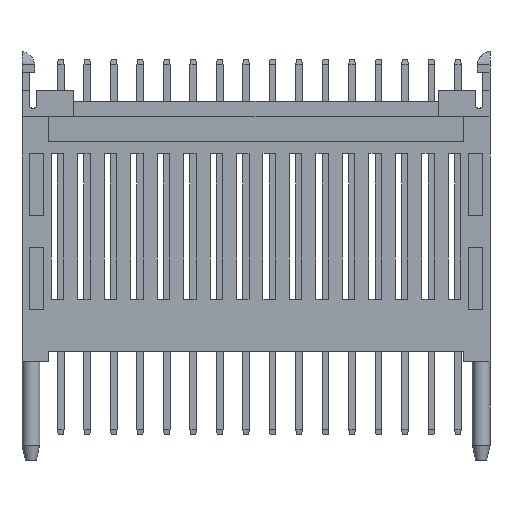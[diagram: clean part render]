
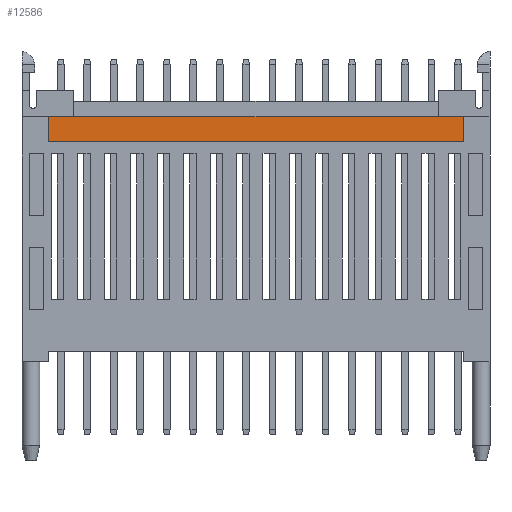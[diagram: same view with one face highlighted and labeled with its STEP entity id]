
A CAD part, front view. The second image highlights one B-rep face of the part: STEP entity #12586.
In plain terms, the highlighted planar face has unit normal (0, -1, 0).
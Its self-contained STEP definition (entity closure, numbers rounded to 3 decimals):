
#9961=CARTESIAN_POINT('',(-19.95,-0.7,26.5));
#9962=VERTEX_POINT('',#9961);
#9972=CARTESIAN_POINT('',(19.95,-0.7,26.5));
#9973=VERTEX_POINT('',#9972);
#9974=CARTESIAN_POINT('',(-19.95,-0.7,26.5));
#9975=CARTESIAN_POINT('',(-11.97,-0.7,26.5));
#9976=CARTESIAN_POINT('',(-3.99,-0.7,26.5));
#9977=CARTESIAN_POINT('',(3.99,-0.7,26.5));
#9978=CARTESIAN_POINT('',(11.97,-0.7,26.5));
#9979=CARTESIAN_POINT('',(19.95,-0.7,26.5));
#9980=B_SPLINE_CURVE_WITH_KNOTS('',5,(#9974,#9975,#9976,#9977,#9978,#9979),.UNSPECIFIED.,.F.,.U.,(6,6),(0.,39.9),.UNSPECIFIED.);
#9981=EDGE_CURVE('',#9962,#9973,#9980,.T.);
#12474=CARTESIAN_POINT('',(19.95,-0.7,24.1));
#12475=VERTEX_POINT('',#12474);
#12485=CARTESIAN_POINT('',(-19.95,-0.7,24.1));
#12486=VERTEX_POINT('',#12485);
#12487=CARTESIAN_POINT('',(19.95,-0.7,24.1));
#12488=CARTESIAN_POINT('',(11.97,-0.7,24.1));
#12489=CARTESIAN_POINT('',(3.99,-0.7,24.1));
#12490=CARTESIAN_POINT('',(-3.99,-0.7,24.1));
#12491=CARTESIAN_POINT('',(-11.97,-0.7,24.1));
#12492=CARTESIAN_POINT('',(-19.95,-0.7,24.1));
#12493=B_SPLINE_CURVE_WITH_KNOTS('',5,(#12487,#12488,#12489,#12490,#12491,#12492),.UNSPECIFIED.,.F.,.U.,(6,6),(0.,39.9),.UNSPECIFIED.);
#12494=EDGE_CURVE('',#12475,#12486,#12493,.T.);
#12525=CARTESIAN_POINT('',(-19.95,-0.7,24.1));
#12526=CARTESIAN_POINT('',(-19.95,-0.7,24.58));
#12527=CARTESIAN_POINT('',(-19.95,-0.7,25.06));
#12528=CARTESIAN_POINT('',(-19.95,-0.7,25.54));
#12529=CARTESIAN_POINT('',(-19.95,-0.7,26.02));
#12530=CARTESIAN_POINT('',(-19.95,-0.7,26.5));
#12531=B_SPLINE_CURVE_WITH_KNOTS('',5,(#12525,#12526,#12527,#12528,#12529,#12530),.UNSPECIFIED.,.F.,.U.,(6,6),(0.,2.4),.UNSPECIFIED.);
#12532=EDGE_CURVE('',#12486,#9962,#12531,.T.);
#12553=CARTESIAN_POINT('',(19.95,-0.7,26.5));
#12554=CARTESIAN_POINT('',(19.95,-0.7,26.02));
#12555=CARTESIAN_POINT('',(19.95,-0.7,25.54));
#12556=CARTESIAN_POINT('',(19.95,-0.7,25.06));
#12557=CARTESIAN_POINT('',(19.95,-0.7,24.58));
#12558=CARTESIAN_POINT('',(19.95,-0.7,24.1));
#12559=B_SPLINE_CURVE_WITH_KNOTS('',5,(#12553,#12554,#12555,#12556,#12557,#12558),.UNSPECIFIED.,.F.,.U.,(6,6),(0.,2.4),.UNSPECIFIED.);
#12560=EDGE_CURVE('',#9973,#12475,#12559,.T.);
#12575=CARTESIAN_POINT('',(0.,-0.7,25.3));
#12576=DIRECTION('',(1.,0.,0.));
#12577=DIRECTION('',(0.,-1.,0.));
#12578=AXIS2_PLACEMENT_3D('',#12575,#12577,#12576);
#12579=PLANE('',#12578);
#12580=ORIENTED_EDGE('',*,*,#12532,.F.);
#12581=ORIENTED_EDGE('',*,*,#12494,.F.);
#12582=ORIENTED_EDGE('',*,*,#12560,.F.);
#12583=ORIENTED_EDGE('',*,*,#9981,.F.);
#12584=EDGE_LOOP('',(#12580,#12581,#12582,#12583));
#12585=FACE_OUTER_BOUND('',#12584,.T.);
#12586=ADVANCED_FACE('',(#12585),#12579,.T.);
